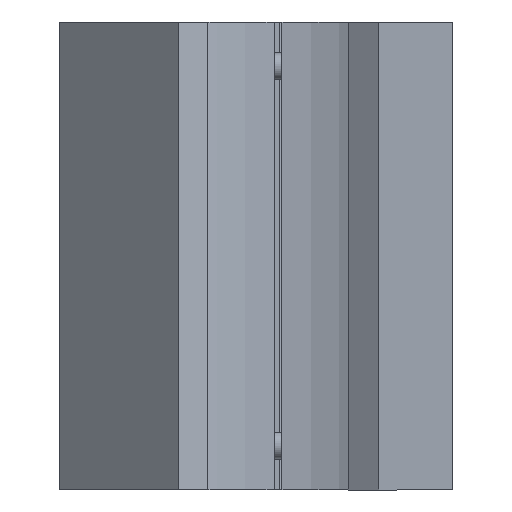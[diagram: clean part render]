
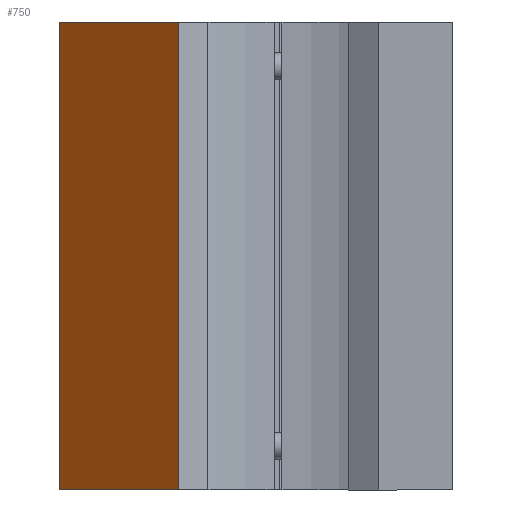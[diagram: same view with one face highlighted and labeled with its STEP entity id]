
A CAD part, front view. The second image highlights one B-rep face of the part: STEP entity #750.
In plain terms, the highlighted planar face has unit normal (-0.677, -0.736, 0).
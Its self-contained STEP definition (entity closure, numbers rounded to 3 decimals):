
#380 = DIRECTION ( 'NONE',  ( -0.677, -0.736, 0. ) ) ;
#608 = VECTOR ( 'NONE', #4848, 1000. ) ;
#750 = ADVANCED_FACE ( 'NONE', ( #4676 ), #4209, .T. ) ;
#785 = LINE ( 'NONE', #1860, #4265 ) ;
#949 = VERTEX_POINT ( 'NONE', #3236 ) ;
#1049 = DIRECTION ( 'NONE',  ( 0.736, -0.677, 0. ) ) ;
#1060 = LINE ( 'NONE', #1304, #1177 ) ;
#1177 = VECTOR ( 'NONE', #3787, 1000. ) ;
#1298 = ORIENTED_EDGE ( 'NONE', *, *, #1442, .T. ) ;
#1304 = CARTESIAN_POINT ( 'NONE',  ( -7.865, 8.7, 18.5 ) ) ;
#1442 = EDGE_CURVE ( 'NONE', #3081, #5224, #785, .T. ) ;
#1623 = CARTESIAN_POINT ( 'NONE',  ( -17.305, 17.376, -18.5 ) ) ;
#1737 = CARTESIAN_POINT ( 'NONE',  ( -7.865, 8.7, 18.5 ) ) ;
#1841 = VECTOR ( 'NONE', #5051, 1000. ) ;
#1860 = CARTESIAN_POINT ( 'NONE',  ( -17.305, 17.376, -18.5 ) ) ;
#1925 = AXIS2_PLACEMENT_3D ( 'NONE', #2271, #380, #1049 ) ;
#2067 = ORIENTED_EDGE ( 'NONE', *, *, #2660, .T. ) ;
#2271 = CARTESIAN_POINT ( 'NONE',  ( -17.305, 17.376, -18.5 ) ) ;
#2660 = EDGE_CURVE ( 'NONE', #2690, #949, #1060, .T. ) ;
#2690 = VERTEX_POINT ( 'NONE', #1737 ) ;
#2812 = EDGE_CURVE ( 'NONE', #3081, #949, #3647, .T. ) ;
#3024 = DIRECTION ( 'NONE',  ( 0.736, -0.677, 0. ) ) ;
#3081 = VERTEX_POINT ( 'NONE', #1623 ) ;
#3139 = EDGE_LOOP ( 'NONE', ( #3144, #2067, #5041, #1298 ) ) ;
#3144 = ORIENTED_EDGE ( 'NONE', *, *, #4251, .F. ) ;
#3236 = CARTESIAN_POINT ( 'NONE',  ( -17.305, 17.376, 18.5 ) ) ;
#3647 = LINE ( 'NONE', #4643, #1841 ) ;
#3787 = DIRECTION ( 'NONE',  ( -0.736, 0.677, 0. ) ) ;
#4209 = PLANE ( 'NONE',  #1925 ) ;
#4251 = EDGE_CURVE ( 'NONE', #2690, #5224, #4390, .T. ) ;
#4265 = VECTOR ( 'NONE', #3024, 1000. ) ;
#4390 = LINE ( 'NONE', #4475, #608 ) ;
#4475 = CARTESIAN_POINT ( 'NONE',  ( -7.865, 8.7, -18.5 ) ) ;
#4628 = CARTESIAN_POINT ( 'NONE',  ( -7.865, 8.7, -18.5 ) ) ;
#4643 = CARTESIAN_POINT ( 'NONE',  ( -17.305, 17.376, -18.5 ) ) ;
#4676 = FACE_OUTER_BOUND ( 'NONE', #3139, .T. ) ;
#4848 = DIRECTION ( 'NONE',  ( 0., 0., -1. ) ) ;
#5041 = ORIENTED_EDGE ( 'NONE', *, *, #2812, .F. ) ;
#5051 = DIRECTION ( 'NONE',  ( 0., 0., 1. ) ) ;
#5224 = VERTEX_POINT ( 'NONE', #4628 ) ;
